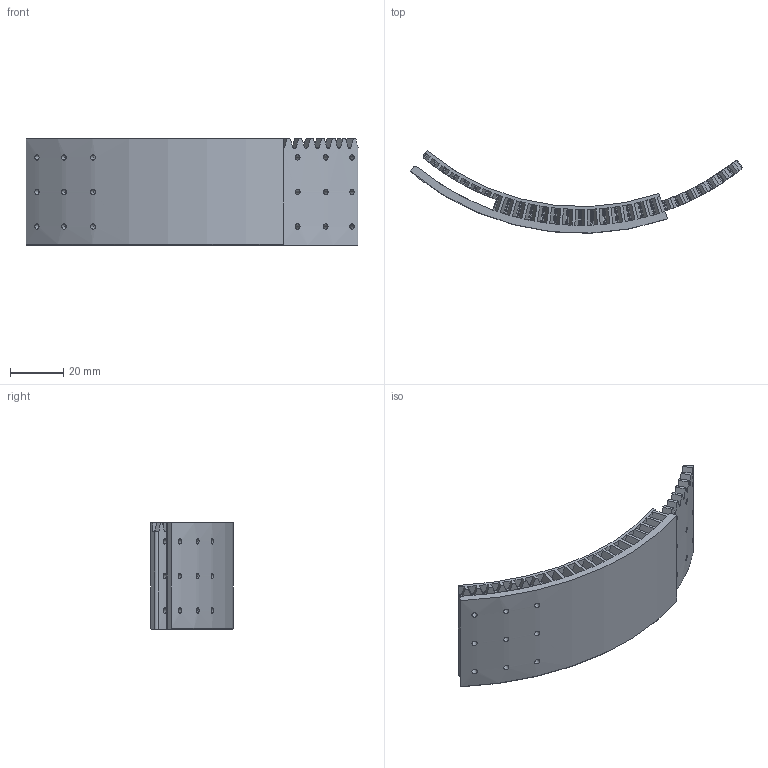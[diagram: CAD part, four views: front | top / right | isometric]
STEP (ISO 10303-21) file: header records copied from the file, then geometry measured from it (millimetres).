
FILE_DESCRIPTION(('FreeCAD Model'),'2;1');
FILE_NAME('Open CASCADE Shape Model','2025-03-17T15:18:56',(''),(''), 'Open CASCADE STEP processor 7.8','FreeCAD','Unknown');
FILE_SCHEMA(('AUTOMOTIVE_DESIGN { 1 0 10303 214 1 1 1 1 }'));
Length unit declared in the file: millimetre
Products named in the file (1): 2-rotor-segmented-in-three--part-2
Bounding box: 124.85 x 30.99 x 40 mm (x, y, z)
Volume: 37317.9 mm3; surface area: 16750.2 mm2
Topology: 1 solids, 1 shells, 242 faces, 681 edges, 454 vertices
Faces by surface type: plane 80, cone 59, bspline 57, cylinder 46
Full cylindrical faces by diameter (mm): 2 x18
Entity records: 11345 total; most frequent: CARTESIAN_POINT 5664, ORIENTED_EDGE 1362, DIRECTION 845, EDGE_CURVE 681, VERTEX_POINT 454, B_SPLINE_CURVE_WITH_KNOTS 337, AXIS2_PLACEMENT_3D 315, FACE_BOUND 309
